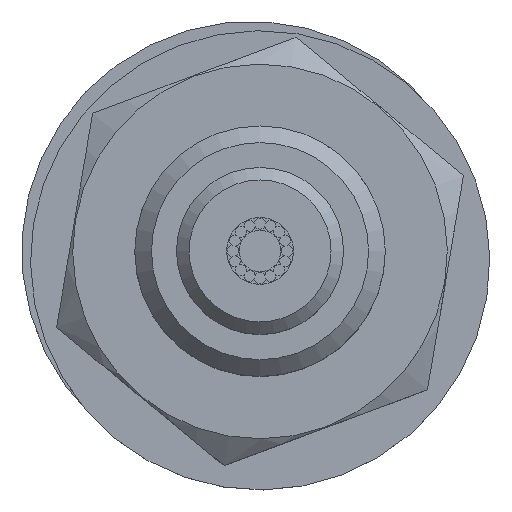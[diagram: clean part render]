
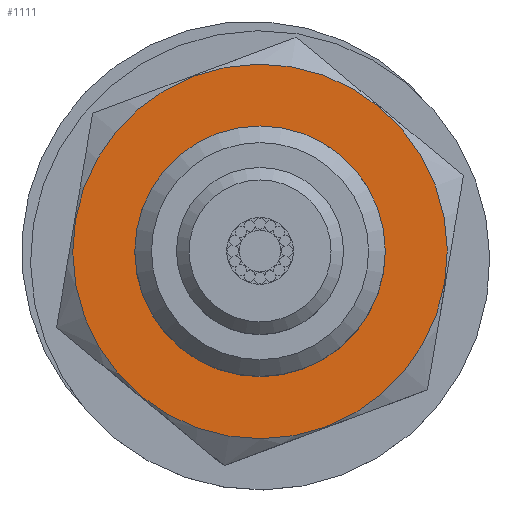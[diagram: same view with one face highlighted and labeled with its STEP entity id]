
A CAD part, top view. The second image highlights one B-rep face of the part: STEP entity #1111.
In plain terms, the highlighted face is planar.
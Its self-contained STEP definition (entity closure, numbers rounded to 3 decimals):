
#73=FACE_BOUND('',#231,.T.);
#93=PLANE('',#1358);
#155=FACE_OUTER_BOUND('',#230,.T.);
#230=EDGE_LOOP('',(#969,#970));
#231=EDGE_LOOP('',(#971));
#324=CIRCLE('',#1359,4.486);
#325=CIRCLE('',#1360,4.486);
#326=CIRCLE('',#1361,3.);
#533=VERTEX_POINT('',#2090);
#534=VERTEX_POINT('',#2091);
#535=VERTEX_POINT('',#2094);
#684=EDGE_CURVE('',#533,#534,#324,.T.);
#685=EDGE_CURVE('',#534,#533,#325,.T.);
#686=EDGE_CURVE('',#535,#535,#326,.T.);
#969=ORIENTED_EDGE('',*,*,#684,.T.);
#970=ORIENTED_EDGE('',*,*,#685,.T.);
#971=ORIENTED_EDGE('',*,*,#686,.F.);
#1111=ADVANCED_FACE('',(#155,#73),#93,.T.);
#1358=AXIS2_PLACEMENT_3D('',#2089,#1715,#1716);
#1359=AXIS2_PLACEMENT_3D('',#2092,#1717,#1718);
#1360=AXIS2_PLACEMENT_3D('',#2093,#1719,#1720);
#1361=AXIS2_PLACEMENT_3D('',#2095,#1721,#1722);
#1715=DIRECTION('center_axis',(1.,0.,0.));
#1716=DIRECTION('ref_axis',(0.,0.,-1.));
#1717=DIRECTION('center_axis',(1.,0.,0.));
#1718=DIRECTION('ref_axis',(0.,0.,-1.));
#1719=DIRECTION('center_axis',(1.,0.,0.));
#1720=DIRECTION('ref_axis',(0.,0.,-1.));
#1721=DIRECTION('center_axis',(1.,0.,0.));
#1722=DIRECTION('ref_axis',(0.,0.,-1.));
#2089=CARTESIAN_POINT('Origin',(1.2,0.,0.));
#2090=CARTESIAN_POINT('',(1.2,0.,-4.486));
#2091=CARTESIAN_POINT('',(1.2,0.,4.486));
#2092=CARTESIAN_POINT('Origin',(1.2,0.,0.));
#2093=CARTESIAN_POINT('Origin',(1.2,0.,0.));
#2094=CARTESIAN_POINT('',(1.2,0.,-3.));
#2095=CARTESIAN_POINT('Origin',(1.2,0.,0.));
